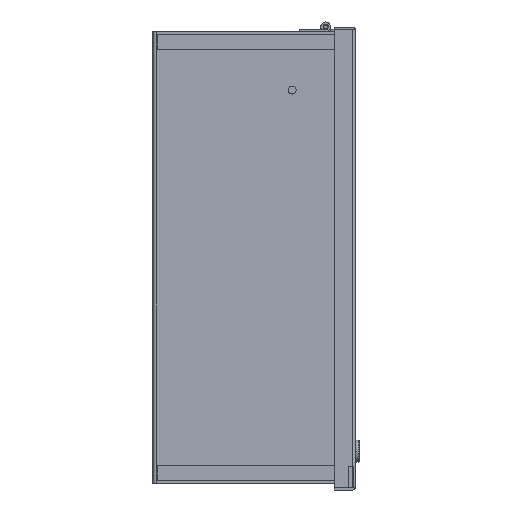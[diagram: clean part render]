
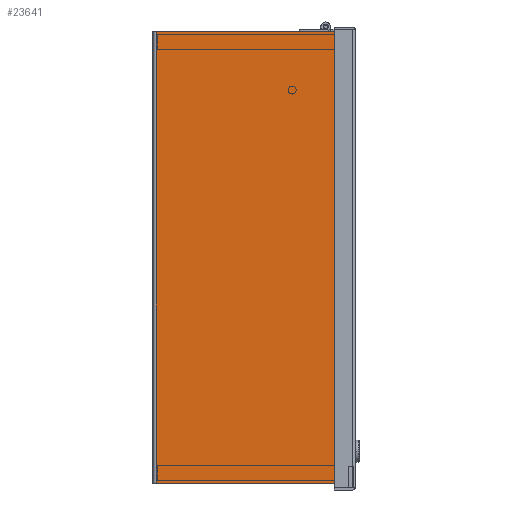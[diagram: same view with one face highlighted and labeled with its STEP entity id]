
A CAD part, front view. The second image highlights one B-rep face of the part: STEP entity #23641.
In plain terms, the highlighted face is planar.
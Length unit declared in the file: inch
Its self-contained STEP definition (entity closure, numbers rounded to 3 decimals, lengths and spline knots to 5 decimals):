
#1297 = VERTEX_POINT ( 'NONE', #20222 ) ;
#1937 = FACE_OUTER_BOUND ( 'NONE', #17594, .T. ) ;
#2182 = CARTESIAN_POINT ( 'NONE',  ( 8., -0.072, -10. ) ) ;
#2220 = VERTEX_POINT ( 'NONE', #14536 ) ;
#2781 = AXIS2_PLACEMENT_3D ( 'NONE', #24748, #12840, #8900 ) ;
#4151 = DIRECTION ( 'NONE',  ( 0., -1., 0. ) ) ;
#5818 = EDGE_CURVE ( 'NONE', #22264, #2220, #21575, .T. ) ;
#6038 = VECTOR ( 'NONE', #7601, 39.37008 ) ;
#6151 = CARTESIAN_POINT ( 'NONE',  ( 8., -0.108, -10. ) ) ;
#6863 = LINE ( 'NONE', #6151, #10563 ) ;
#6969 = EDGE_CURVE ( 'NONE', #22264, #10208, #10960, .T. ) ;
#7601 = DIRECTION ( 'NONE',  ( 1., 0., 0. ) ) ;
#8107 = ORIENTED_EDGE ( 'NONE', *, *, #8860, .F. ) ;
#8860 = EDGE_CURVE ( 'NONE', #1297, #10208, #6863, .T. ) ;
#8900 = DIRECTION ( 'NONE',  ( 0., -1., 0. ) ) ;
#9175 = CARTESIAN_POINT ( 'NONE',  ( -8., -0.072, -10. ) ) ;
#10208 = VERTEX_POINT ( 'NONE', #21200 ) ;
#10563 = VECTOR ( 'NONE', #17993, 39.37008 ) ;
#10960 = LINE ( 'NONE', #9175, #12802 ) ;
#11160 = DIRECTION ( 'NONE',  ( 0., 1., 0. ) ) ;
#11490 = EDGE_CURVE ( 'NONE', #1297, #2220, #12262, .T. ) ;
#12262 = LINE ( 'NONE', #2182, #15578 ) ;
#12802 = VECTOR ( 'NONE', #11160, 39.37008 ) ;
#12840 = DIRECTION ( 'NONE',  ( 0., 0., 1. ) ) ;
#14536 = CARTESIAN_POINT ( 'NONE',  ( 8., -6.892, -10. ) ) ;
#15183 = ORIENTED_EDGE ( 'NONE', *, *, #6969, .T. ) ;
#15578 = VECTOR ( 'NONE', #4151, 39.37008 ) ;
#17594 = EDGE_LOOP ( 'NONE', ( #23055, #15183, #8107, #18026 ) ) ;
#17993 = DIRECTION ( 'NONE',  ( -1., 0., 0. ) ) ;
#18026 = ORIENTED_EDGE ( 'NONE', *, *, #11490, .T. ) ;
#18086 = CARTESIAN_POINT ( 'NONE',  ( -8., -6.892, -10. ) ) ;
#20222 = CARTESIAN_POINT ( 'NONE',  ( 8., -0.108, -10. ) ) ;
#21200 = CARTESIAN_POINT ( 'NONE',  ( -8., -0.108, -10. ) ) ;
#21575 = LINE ( 'NONE', #23180, #6038 ) ;
#22264 = VERTEX_POINT ( 'NONE', #18086 ) ;
#23055 = ORIENTED_EDGE ( 'NONE', *, *, #5818, .F. ) ;
#23180 = CARTESIAN_POINT ( 'NONE',  ( 8., -6.892, -10. ) ) ;
#23641 = ADVANCED_FACE ( 'NONE', ( #1937 ), #24580, .F. ) ;
#24580 = PLANE ( 'NONE',  #2781 ) ;
#24748 = CARTESIAN_POINT ( 'NONE',  ( 8., -0.0625, -10. ) ) ;
